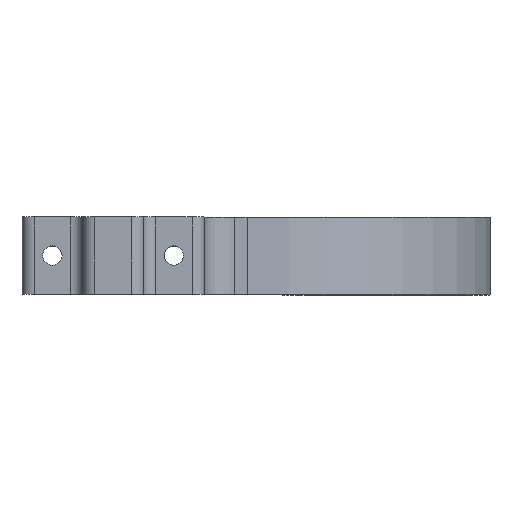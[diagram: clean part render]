
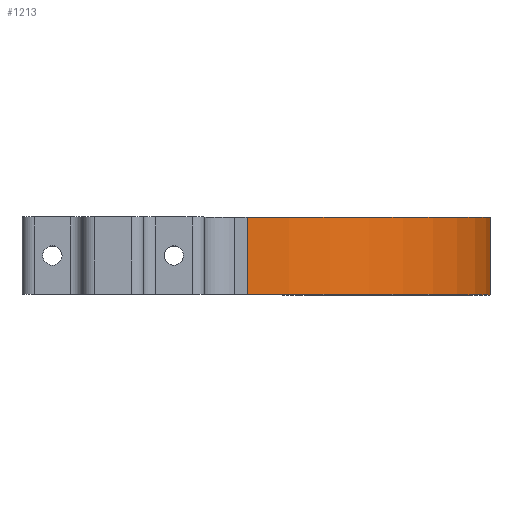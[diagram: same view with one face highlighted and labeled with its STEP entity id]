
A CAD part, top view. The second image highlights one B-rep face of the part: STEP entity #1213.
In plain terms, the highlighted cylindrical face has radius 40 mm (diameter 80 mm), a partial arc.
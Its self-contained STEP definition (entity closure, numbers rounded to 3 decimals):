
#119=FACE_OUTER_BOUND('',#181,.T.);
#181=EDGE_LOOP('',(#978,#979,#980,#981));
#282=LINE('',#2280,#364);
#284=LINE('',#2287,#366);
#364=VECTOR('',#1672,10.);
#366=VECTOR('',#1680,10.);
#458=CIRCLE('',#1356,40.);
#459=CIRCLE('',#1357,40.);
#569=VERTEX_POINT('',#2277);
#570=VERTEX_POINT('',#2279);
#571=VERTEX_POINT('',#2283);
#572=VERTEX_POINT('',#2285);
#736=EDGE_CURVE('',#570,#569,#282,.T.);
#738=EDGE_CURVE('',#570,#571,#458,.T.);
#739=EDGE_CURVE('',#572,#569,#459,.T.);
#740=EDGE_CURVE('',#571,#572,#284,.T.);
#978=ORIENTED_EDGE('',*,*,#738,.F.);
#979=ORIENTED_EDGE('',*,*,#736,.T.);
#980=ORIENTED_EDGE('',*,*,#739,.F.);
#981=ORIENTED_EDGE('',*,*,#740,.F.);
#1164=CYLINDRICAL_SURFACE('',#1355,40.);
#1213=ADVANCED_FACE('',(#119),#1164,.T.);
#1355=AXIS2_PLACEMENT_3D('',#2282,#1674,#1675);
#1356=AXIS2_PLACEMENT_3D('',#2284,#1676,#1677);
#1357=AXIS2_PLACEMENT_3D('',#2286,#1678,#1679);
#1672=DIRECTION('',(0.,-1.,0.));
#1674=DIRECTION('center_axis',(0.,-1.,0.));
#1675=DIRECTION('ref_axis',(0.,0.,
1.));
#1676=DIRECTION('center_axis',(0.,1.,0.));
#1677=DIRECTION('ref_axis',(0.,0.,
1.));
#1678=DIRECTION('center_axis',(0.,-1.,0.));
#1679=DIRECTION('ref_axis',(0.,0.,
1.));
#1680=DIRECTION('',(0.,-1.,0.));
#2277=CARTESIAN_POINT('',(22.05,46.144,57.059));
#2279=CARTESIAN_POINT('',(22.05,58.844,57.059));
#2280=CARTESIAN_POINT('',(22.05,58.844,57.059));
#2282=CARTESIAN_POINT('Origin',(22.05,58.844,17.059));
#2283=CARTESIAN_POINT('',(62.05,58.844,17.059));
#2284=CARTESIAN_POINT('Origin',(22.05,58.844,17.059));
#2285=CARTESIAN_POINT('',(62.05,46.144,17.059));
#2286=CARTESIAN_POINT('Origin',(22.05,46.144,17.059));
#2287=CARTESIAN_POINT('',(62.05,58.844,17.059));
